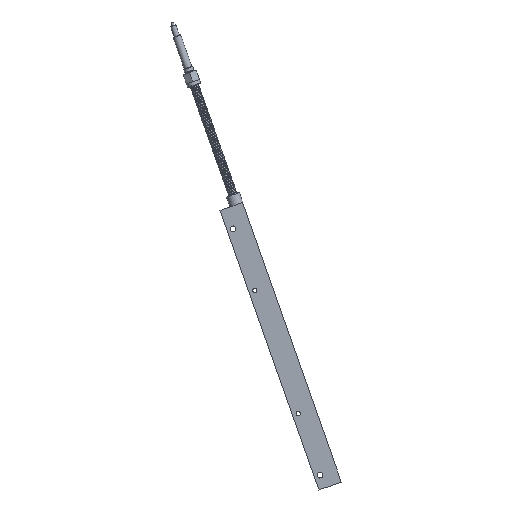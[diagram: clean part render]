
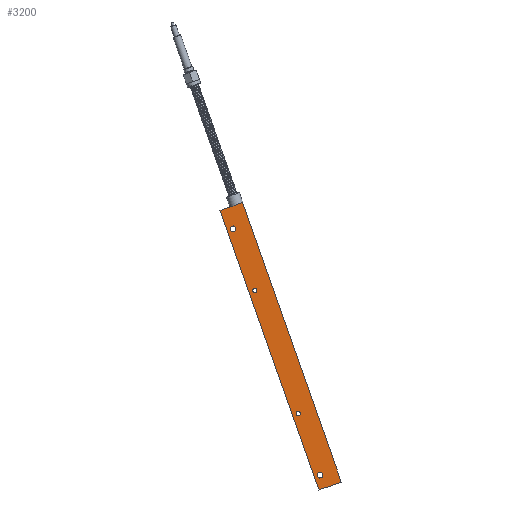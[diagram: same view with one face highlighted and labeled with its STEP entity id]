
A CAD part, left-side view. The second image highlights one B-rep face of the part: STEP entity #3200.
In plain terms, the highlighted planar face has unit normal (-1, 0, 0).
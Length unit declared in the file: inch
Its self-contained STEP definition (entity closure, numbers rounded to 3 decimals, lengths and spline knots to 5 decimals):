
#337=LINE('',#5082,#532);
#339=LINE('',#5086,#534);
#340=LINE('',#5088,#535);
#341=LINE('',#5089,#536);
#532=VECTOR('',#4057,0.3937);
#534=VECTOR('',#4061,0.3937);
#535=VECTOR('',#4062,0.3937);
#536=VECTOR('',#4063,0.3937);
#692=PLANE('',#3553);
#787=FACE_BOUND('',#1145,.T.);
#788=FACE_BOUND('',#1146,.T.);
#789=FACE_BOUND('',#1147,.T.);
#790=FACE_BOUND('',#1148,.T.);
#916=FACE_OUTER_BOUND('',#1144,.T.);
#1144=EDGE_LOOP('',(#2392,#2393,#2394,#2395));
#1145=EDGE_LOOP('',(#2396));
#1146=EDGE_LOOP('',(#2397));
#1147=EDGE_LOOP('',(#2398));
#1148=EDGE_LOOP('',(#2399));
#1446=CIRCLE('',#3515,0.13281);
#1448=CIRCLE('',#3518,0.10156);
#1450=CIRCLE('',#3521,0.10156);
#1452=CIRCLE('',#3524,0.13281);
#1596=VERTEX_POINT('',#4944);
#1598=VERTEX_POINT('',#4949);
#1600=VERTEX_POINT('',#4954);
#1602=VERTEX_POINT('',#4959);
#1643=VERTEX_POINT('',#5079);
#1644=VERTEX_POINT('',#5081);
#1645=VERTEX_POINT('',#5085);
#1646=VERTEX_POINT('',#5087);
#1896=EDGE_CURVE('',#1596,#1596,#1446,.T.);
#1898=EDGE_CURVE('',#1598,#1598,#1448,.T.);
#1900=EDGE_CURVE('',#1600,#1600,#1450,.T.);
#1902=EDGE_CURVE('',#1602,#1602,#1452,.T.);
#1962=EDGE_CURVE('',#1644,#1643,#337,.T.);
#1964=EDGE_CURVE('',#1643,#1645,#339,.T.);
#1965=EDGE_CURVE('',#1646,#1645,#340,.T.);
#1966=EDGE_CURVE('',#1644,#1646,#341,.T.);
#2392=ORIENTED_EDGE('',*,*,#1964,.T.);
#2393=ORIENTED_EDGE('',*,*,#1965,.F.);
#2394=ORIENTED_EDGE('',*,*,#1966,.F.);
#2395=ORIENTED_EDGE('',*,*,#1962,.T.);
#2396=ORIENTED_EDGE('',*,*,#1896,.T.);
#2397=ORIENTED_EDGE('',*,*,#1898,.T.);
#2398=ORIENTED_EDGE('',*,*,#1900,.T.);
#2399=ORIENTED_EDGE('',*,*,#1902,.T.);
#3200=ADVANCED_FACE('',(#916,#787,#788,#789,#790),#692,.T.);
#3515=AXIS2_PLACEMENT_3D('',#4945,#3930,#3931);
#3518=AXIS2_PLACEMENT_3D('',#4950,#3936,#3937);
#3521=AXIS2_PLACEMENT_3D('',#4955,#3942,#3943);
#3524=AXIS2_PLACEMENT_3D('',#4960,#3948,#3949);
#3553=AXIS2_PLACEMENT_3D('',#5084,#4059,#4060);
#3930=DIRECTION('center_axis',(1.,0.,0.));
#3931=DIRECTION('ref_axis',(0.,0.,-1.));
#3936=DIRECTION('center_axis',(1.,0.,0.));
#3937=DIRECTION('ref_axis',(0.,0.,-1.));
#3942=DIRECTION('center_axis',(1.,0.,0.));
#3943=DIRECTION('ref_axis',(0.,0.,-1.));
#3948=DIRECTION('center_axis',(1.,0.,0.));
#3949=DIRECTION('ref_axis',(0.,0.,-1.));
#4057=DIRECTION('',(0.,0.,1.));
#4059=DIRECTION('center_axis',(-1.,0.,0.));
#4060=DIRECTION('ref_axis',(0.,0.,1.));
#4061=DIRECTION('',(0.,1.,0.));
#4062=DIRECTION('',(0.,0.,1.));
#4063=DIRECTION('',(0.,1.,0.));
#4944=CARTESIAN_POINT('',(0.,-0.28125,12.75781));
#4945=CARTESIAN_POINT('Origin',(0.,-0.28125,12.625));
#4949=CARTESIAN_POINT('',(0.,-0.28125,9.72656));
#4950=CARTESIAN_POINT('Origin',(0.,-0.28125,9.625));
#4954=CARTESIAN_POINT('',(0.,-0.28125,3.72656));
#4955=CARTESIAN_POINT('Origin',(0.,-0.28125,3.625));
#4959=CARTESIAN_POINT('',(0.,-0.28125,0.75781));
#4960=CARTESIAN_POINT('Origin',(0.,-0.28125,0.625));
#5079=CARTESIAN_POINT('',(0.,-1.1,13.625));
#5081=CARTESIAN_POINT('',(0.,-1.1,0.));
#5082=CARTESIAN_POINT('',(0.,-1.1,0.));
#5084=CARTESIAN_POINT('Origin',(0.,-1.1,0.));
#5085=CARTESIAN_POINT('',(0.,0.,13.625));
#5086=CARTESIAN_POINT('',(0.,-1.1,13.625));
#5087=CARTESIAN_POINT('',(0.,0.,0.));
#5088=CARTESIAN_POINT('',(0.,0.,0.));
#5089=CARTESIAN_POINT('',(0.,-1.1,0.));
